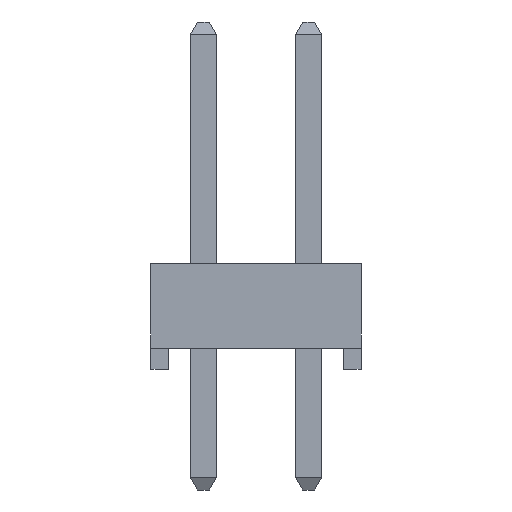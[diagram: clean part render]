
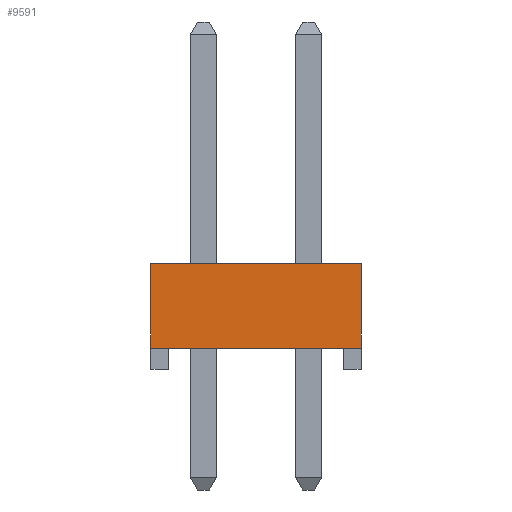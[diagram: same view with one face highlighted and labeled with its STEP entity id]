
A CAD part, left-side view. The second image highlights one B-rep face of the part: STEP entity #9591.
In plain terms, the highlighted planar face has unit normal (-1, 0, 0).
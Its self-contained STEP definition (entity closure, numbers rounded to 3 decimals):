
#89=FACE_OUTER_BOUND($,#711,.T.);
#711=EDGE_LOOP($,(#6302,#6303,#6304,#6305));
#1346=LINE($,#13603,#2702);
#1358=LINE($,#13628,#2714);
#1359=LINE($,#13629,#2715);
#1360=LINE($,#13630,#2716);
#2702=VECTOR($,#10995,5.08);
#2714=VECTOR($,#11009,5.08);
#2715=VECTOR($,#11010,2.032);
#2716=VECTOR($,#11011,2.032);
#4050=VERTEX_POINT($,#13600);
#4051=VERTEX_POINT($,#13602);
#4062=VERTEX_POINT($,#13626);
#4063=VERTEX_POINT($,#13627);
#4914=EDGE_CURVE($,#4050,#4051,#1346,.T.);
#4926=EDGE_CURVE($,#4062,#4063,#1358,.T.);
#4927=EDGE_CURVE($,#4051,#4063,#1359,.T.);
#4928=EDGE_CURVE($,#4062,#4050,#1360,.T.);
#6302=ORIENTED_EDGE($,*,*,#4926,.T.);
#6303=ORIENTED_EDGE($,*,*,#4927,.F.);
#6304=ORIENTED_EDGE($,*,*,#4914,.F.);
#6305=ORIENTED_EDGE($,*,*,#4928,.F.);
#8969=PLANE($,#10336);
#9591=ADVANCED_FACE($,(#89),#8969,.F.);
#10336=AXIS2_PLACEMENT_3D($,#13625,#11007,#11008);
#10995=DIRECTION($,(0.,1.,0.));
#11007=DIRECTION('center_axis',(1.,0.,0.));
#11008=DIRECTION('ref_axis',(0.,1.,0.));
#11009=DIRECTION($,(0.,1.,0.));
#11010=DIRECTION($,(0.,0.,1.));
#11011=DIRECTION($,(0.,0.,-1.));
#13600=CARTESIAN_POINT('',(-11.43,-2.54,0.508));
#13602=CARTESIAN_POINT('',(-11.43,2.54,0.508));
#13603=CARTESIAN_POINT($,(-11.43,0.,0.508));
#13625=CARTESIAN_POINT('Origin',(-11.43,0.,1.524));
#13626=CARTESIAN_POINT('',(-11.43,-2.54,2.54));
#13627=CARTESIAN_POINT('',(-11.43,2.54,2.54));
#13628=CARTESIAN_POINT($,(-11.43,0.,2.54));
#13629=CARTESIAN_POINT($,(-11.43,2.54,1.524));
#13630=CARTESIAN_POINT($,(-11.43,-2.54,1.524));
